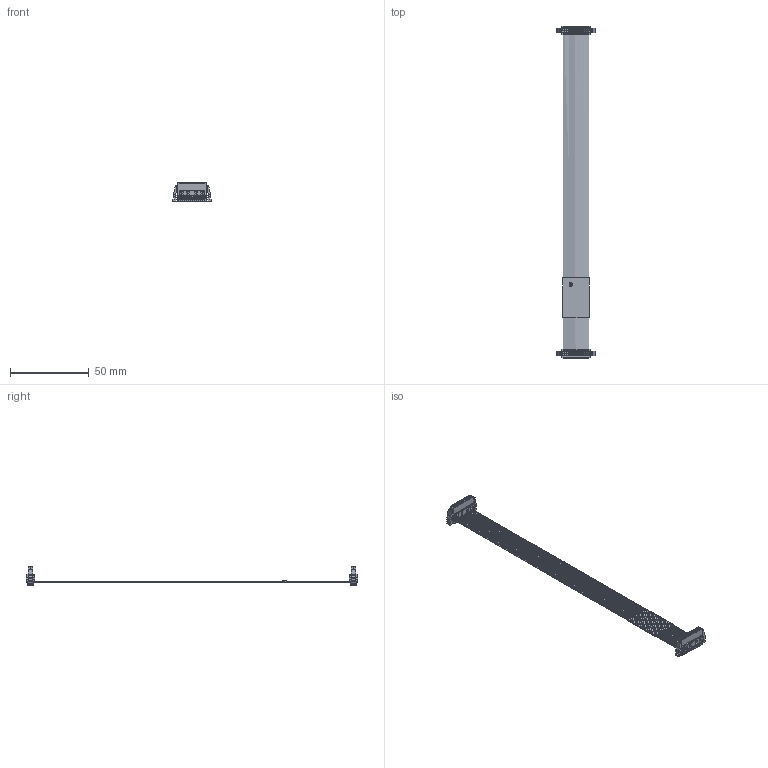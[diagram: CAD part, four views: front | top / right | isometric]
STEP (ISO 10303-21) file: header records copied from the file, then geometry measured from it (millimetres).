
FILE_DESCRIPTION(('CATIA V5 STEP Exchange','CAx-IF Rec.Pracs.--- Model Styling and Organization---1.4--- 2014-01-23'),'2;1');
FILE_NAME ('D1529032_0_2827070000_2827070000.stp','2022-04-28T13:27:11+00:00',('none'),('Weidmueller'),'CATIA Version 5-6 Release 2016 SP3 HF44','CATIA V5 STEP AP214','none');
FILE_SCHEMA(('AUTOMOTIVE_DESIGN { 1 0 10303 214 1 1 1 1 }'));
Products named in the file (1): 2827070000
Bounding box: 24.29 x 211.2 x 12.2 mm (x, y, z)
Volume: 3380.8 mm3; surface area: 20348.5 mm2
Topology: 31 solids, 31 shells, 4128 faces, 11344 edges, 7544 vertices
Faces by surface type: plane 2990, cylinder 746, extrusion 352, cone 40
Entity records: 135282 total; most frequent: CARTESIAN_POINT 32368, ORIENTED_EDGE 22688, DIRECTION 17819, EDGE_CURVE 11344, VECTOR 9412, LINE 9060, VERTEX_POINT 7544, EDGE_LOOP 4692
